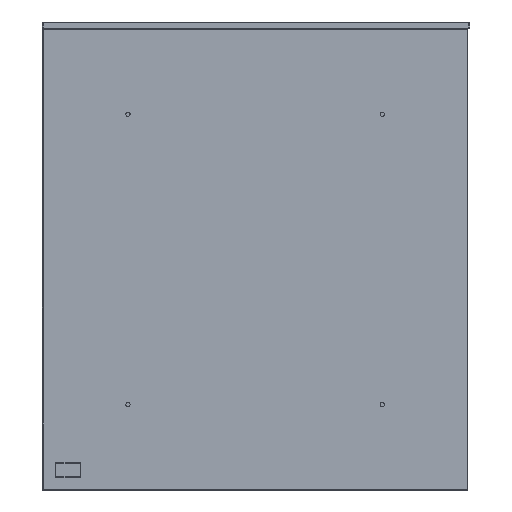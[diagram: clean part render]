
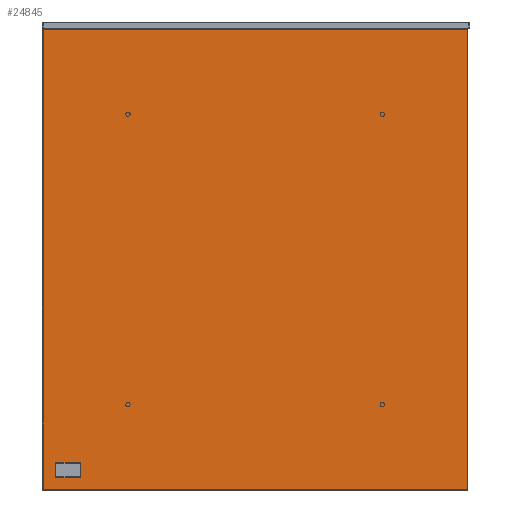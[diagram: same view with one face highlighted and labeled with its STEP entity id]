
A CAD part, left-side view. The second image highlights one B-rep face of the part: STEP entity #24845.
In plain terms, the highlighted planar face has unit normal (-1, 0, 0).
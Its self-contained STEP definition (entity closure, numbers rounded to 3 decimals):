
#24583=CARTESIAN_POINT('',(-4850.693,10231.25,-596.869));
#24584=VERTEX_POINT('',#24583);
#24585=CARTESIAN_POINT('',(-4850.693,10231.25,-59.131));
#24586=VERTEX_POINT('',#24585);
#24587=CARTESIAN_POINT('',(-4850.693,10231.25,-596.869));
#24588=DIRECTION('',(0.0,0.0,1.0));
#24589=VECTOR('',#24588,537.737);
#24590=LINE('',#24587,#24589);
#24591=EDGE_CURVE('',#24584,#24586,#24590,.T.);
#24614=CARTESIAN_POINT('',(-4850.693,10230.919,-58.8));
#24615=VERTEX_POINT('',#24614);
#24616=CARTESIAN_POINT('',(-4850.693,10231.25,-59.131));
#24617=DIRECTION('',(0.0,-0.707,0.707));
#24618=VECTOR('',#24617,0.469);
#24619=LINE('',#24616,#24618);
#24620=EDGE_CURVE('',#24586,#24615,#24619,.T.);
#24638=CARTESIAN_POINT('',(-4850.693,9735.181,-58.8));
#24639=VERTEX_POINT('',#24638);
#24640=CARTESIAN_POINT('',(-4850.693,10230.919,-58.8));
#24641=DIRECTION('',(0.0,-1.0,0.0));
#24642=VECTOR('',#24641,495.737);
#24643=LINE('',#24640,#24642);
#24644=EDGE_CURVE('',#24615,#24639,#24643,.T.);
#24671=CARTESIAN_POINT('',(-4850.693,9734.85,-59.131));
#24672=VERTEX_POINT('',#24671);
#24673=CARTESIAN_POINT('',(-4850.693,9735.181,-58.8));
#24674=DIRECTION('',(0.0,-0.707,-0.707));
#24675=VECTOR('',#24674,0.469);
#24676=LINE('',#24673,#24675);
#24677=EDGE_CURVE('',#24639,#24672,#24676,.T.);
#24702=CARTESIAN_POINT('',(-4850.693,9734.85,-596.869));
#24703=VERTEX_POINT('',#24702);
#24704=CARTESIAN_POINT('',(-4850.693,9734.85,-59.131));
#24705=DIRECTION('',(0.0,0.0,-1.0));
#24706=VECTOR('',#24705,537.737);
#24707=LINE('',#24704,#24706);
#24708=EDGE_CURVE('',#24672,#24703,#24707,.T.);
#24733=CARTESIAN_POINT('',(-4850.693,9735.181,-597.2));
#24734=VERTEX_POINT('',#24733);
#24735=CARTESIAN_POINT('',(-4850.693,9734.85,-596.869));
#24736=DIRECTION('',(0.0,0.707,-0.707));
#24737=VECTOR('',#24736,0.469);
#24738=LINE('',#24735,#24737);
#24739=EDGE_CURVE('',#24703,#24734,#24738,.T.);
#24762=CARTESIAN_POINT('',(-4850.693,10230.919,-597.2));
#24763=VERTEX_POINT('',#24762);
#24764=CARTESIAN_POINT('',(-4850.693,9735.181,-597.2));
#24765=DIRECTION('',(0.0,1.0,0.0));
#24766=VECTOR('',#24765,495.737);
#24767=LINE('',#24764,#24766);
#24768=EDGE_CURVE('',#24734,#24763,#24767,.T.);
#24786=CARTESIAN_POINT('',(-4850.693,10230.919,-597.2));
#24787=DIRECTION('',(0.0,0.707,0.707));
#24788=VECTOR('',#24787,0.469);
#24789=LINE('',#24786,#24788);
#24790=EDGE_CURVE('',#24763,#24584,#24789,.T.);
#24830=CARTESIAN_POINT('',(-4850.693,9983.05,-597.201));
#24831=DIRECTION('',(-1.0,0.0,0.0));
#24832=DIRECTION('',(0.0,0.0,1.0));
#24833=AXIS2_PLACEMENT_3D('',#24830,#24831,#24832);
#24834=PLANE('',#24833);
#24835=ORIENTED_EDGE('',*,*,#24591,.F.);
#24836=ORIENTED_EDGE('',*,*,#24790,.F.);
#24837=ORIENTED_EDGE('',*,*,#24768,.F.);
#24838=ORIENTED_EDGE('',*,*,#24739,.F.);
#24839=ORIENTED_EDGE('',*,*,#24708,.F.);
#24840=ORIENTED_EDGE('',*,*,#24677,.F.);
#24841=ORIENTED_EDGE('',*,*,#24644,.F.);
#24842=ORIENTED_EDGE('',*,*,#24620,.F.);
#24843=EDGE_LOOP('',(#24835,#24836,#24837,#24838,#24839,#24840,#24841,#24842));
#24844=FACE_OUTER_BOUND('',#24843,.T.);
#24845=ADVANCED_FACE('',(#24844),#24834,.T.);
